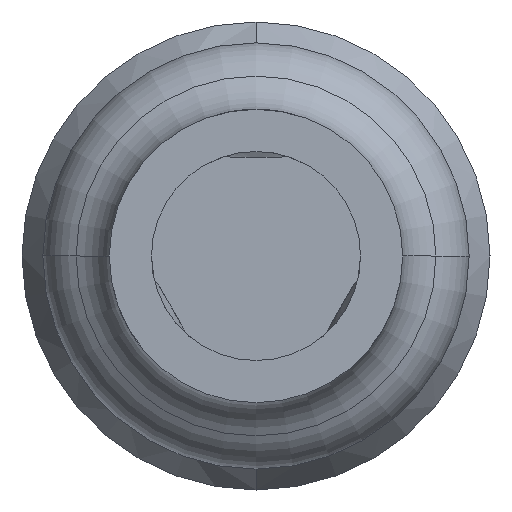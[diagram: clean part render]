
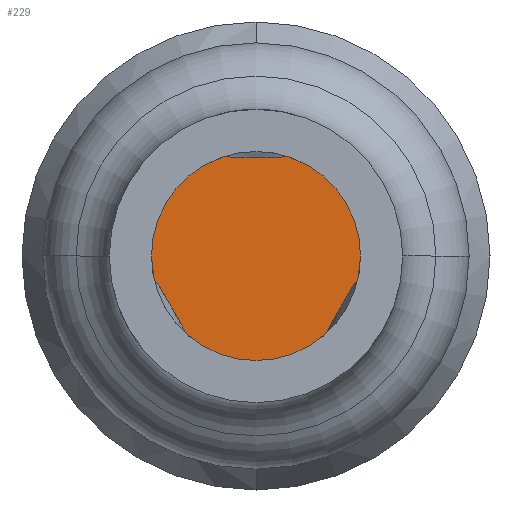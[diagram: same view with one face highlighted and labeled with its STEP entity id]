
A CAD part, front view. The second image highlights one B-rep face of the part: STEP entity #229.
In plain terms, the highlighted planar face has unit normal (0, -1, 0).
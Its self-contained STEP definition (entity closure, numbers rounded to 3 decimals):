
#149 = EDGE_CURVE ( 'Defeature ausgef�hrt1_0+Defeature ausgef�hrt1_42+Defeature ausgef�hrt1_42+Defeature ausgef�hrt1_42', #6363, #5890, #1712, .T. ) ;
#229 = ADVANCED_FACE ( 'Defeature ausgef�hrt1_42', ( #4668 ), #2918, .F. ) ;
#252 = DIRECTION ( 'NONE',  ( 1., 0., 0. ) ) ;
#283 = AXIS2_PLACEMENT_3D ( 'NONE', #942, #3897, #3415 ) ;
#942 = CARTESIAN_POINT ( 'NONE',  ( 0., -24.7, 0. ) ) ;
#1253 = EDGE_LOOP ( 'NONE', ( #3532, #3811 ) ) ;
#1376 = CARTESIAN_POINT ( 'NONE',  ( 0., -24.7, 0. ) ) ;
#1712 = CIRCLE ( 'NONE', #3161, 0.513 ) ;
#2918 = PLANE ( 'NONE',  #283 ) ;
#3161 = AXIS2_PLACEMENT_3D ( 'NONE', #1376, #4316, #3338 ) ;
#3302 = CIRCLE ( 'NONE', #4086, 0.513 ) ;
#3338 = DIRECTION ( 'NONE',  ( 1., 0., 0. ) ) ;
#3357 = EDGE_CURVE ( 'Defeature ausgef�hrt1_0+Defeature ausgef�hrt1_42+Defeature ausgef�hrt1_42+Defeature ausgef�hrt1_42', #5890, #6363, #3302, .T. ) ;
#3415 = DIRECTION ( 'NONE',  ( -1., 0., 0. ) ) ;
#3532 = ORIENTED_EDGE ( 'NONE', *, *, #3357, .F. ) ;
#3811 = ORIENTED_EDGE ( 'NONE', *, *, #149, .F. ) ;
#3897 = DIRECTION ( 'NONE',  ( 0., 1., 0. ) ) ;
#4086 = AXIS2_PLACEMENT_3D ( 'NONE', #4123, #6235, #252 ) ;
#4123 = CARTESIAN_POINT ( 'NONE',  ( 0., -24.7, 0. ) ) ;
#4316 = DIRECTION ( 'NONE',  ( 0., 1., 0. ) ) ;
#4601 = CARTESIAN_POINT ( 'NONE',  ( -0.513, -24.7, 0. ) ) ;
#4668 = FACE_OUTER_BOUND ( 'NONE', #1253, .T. ) ;
#5890 = VERTEX_POINT ( 'NONE', #4601 ) ;
#6235 = DIRECTION ( 'NONE',  ( 0., 1., 0. ) ) ;
#6325 = CARTESIAN_POINT ( 'NONE',  ( 0.513, -24.7, 0. ) ) ;
#6363 = VERTEX_POINT ( 'NONE', #6325 ) ;
